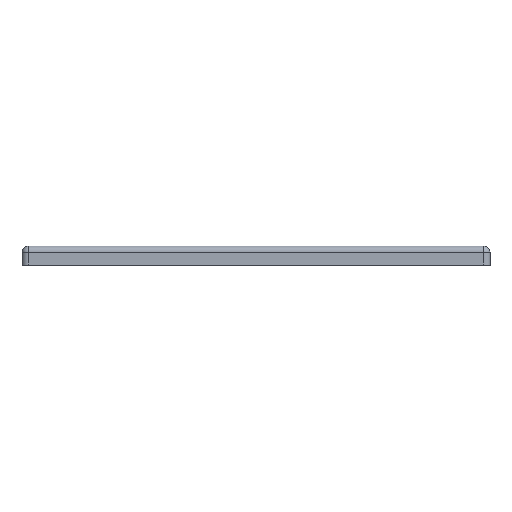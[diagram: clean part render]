
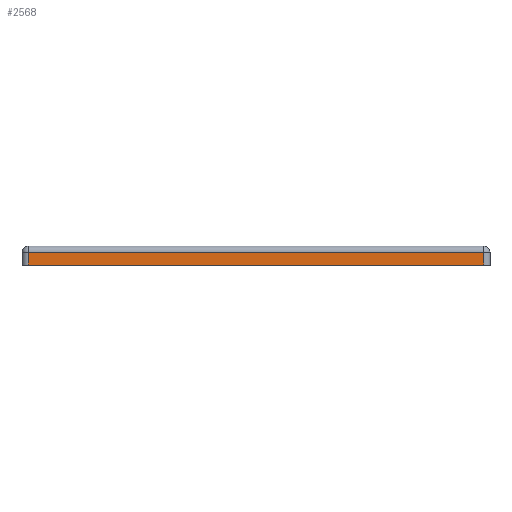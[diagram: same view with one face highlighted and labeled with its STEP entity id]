
A CAD part, top view. The second image highlights one B-rep face of the part: STEP entity #2568.
In plain terms, the highlighted planar face has unit normal (0, 0, 1).
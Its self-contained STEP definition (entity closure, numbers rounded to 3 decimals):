
#95 = CARTESIAN_POINT ( 'NONE',  ( -74., 6., 74. ) ) ;
#99 = DIRECTION ( 'NONE',  ( -1., 0., 0. ) ) ;
#118 = CARTESIAN_POINT ( 'NONE',  ( -72., 4., 74. ) ) ;
#122 = ORIENTED_EDGE ( 'NONE', *, *, #311, .T. ) ;
#159 = DIRECTION ( 'NONE',  ( 0., 1., 0. ) ) ;
#260 = ORIENTED_EDGE ( 'NONE', *, *, #1078, .T. ) ;
#311 = EDGE_CURVE ( 'NONE', #1250, #2549, #2011, .T. ) ;
#347 = CARTESIAN_POINT ( 'NONE',  ( 72., 6., 74. ) ) ;
#431 = EDGE_CURVE ( 'NONE', #795, #1250, #1666, .T. ) ;
#561 = DIRECTION ( 'NONE',  ( 0., -1., 0. ) ) ;
#592 = VECTOR ( 'NONE', #99, 1000. ) ;
#620 = CARTESIAN_POINT ( 'NONE',  ( -72., 6., 74. ) ) ;
#643 = VECTOR ( 'NONE', #159, 1000. ) ;
#649 = LINE ( 'NONE', #347, #643 ) ;
#651 = LINE ( 'NONE', #118, #592 ) ;
#795 = VERTEX_POINT ( 'NONE', #2242 ) ;
#811 = FACE_OUTER_BOUND ( 'NONE', #1323, .T. ) ;
#1008 = CARTESIAN_POINT ( 'NONE',  ( -74., 0., 74. ) ) ;
#1029 = DIRECTION ( 'NONE',  ( 1., 0., 0. ) ) ;
#1078 = EDGE_CURVE ( 'NONE', #2549, #2736, #649, .T. ) ;
#1084 = EDGE_CURVE ( 'NONE', #2736, #795, #651, .T. ) ;
#1085 = DIRECTION ( 'NONE',  ( 0., 0., -1. ) ) ;
#1197 = AXIS2_PLACEMENT_3D ( 'NONE', #95, #1085, #2564 ) ;
#1250 = VERTEX_POINT ( 'NONE', #2239 ) ;
#1301 = CARTESIAN_POINT ( 'NONE',  ( 72., 0., 74. ) ) ;
#1323 = EDGE_LOOP ( 'NONE', ( #260, #2648, #2771, #122 ) ) ;
#1664 = VECTOR ( 'NONE', #561, 1000. ) ;
#1666 = LINE ( 'NONE', #620, #1664 ) ;
#1774 = CARTESIAN_POINT ( 'NONE',  ( 72., 4., 74. ) ) ;
#1966 = VECTOR ( 'NONE', #1029, 1000. ) ;
#1969 = PLANE ( 'NONE',  #1197 ) ;
#2011 = LINE ( 'NONE', #1008, #1966 ) ;
#2239 = CARTESIAN_POINT ( 'NONE',  ( -72., 0., 74. ) ) ;
#2242 = CARTESIAN_POINT ( 'NONE',  ( -72., 4., 74. ) ) ;
#2549 = VERTEX_POINT ( 'NONE', #1301 ) ;
#2564 = DIRECTION ( 'NONE',  ( -1., 0., 0. ) ) ;
#2568 = ADVANCED_FACE ( 'NONE', ( #811 ), #1969, .F. ) ;
#2648 = ORIENTED_EDGE ( 'NONE', *, *, #1084, .T. ) ;
#2736 = VERTEX_POINT ( 'NONE', #1774 ) ;
#2771 = ORIENTED_EDGE ( 'NONE', *, *, #431, .T. ) ;
